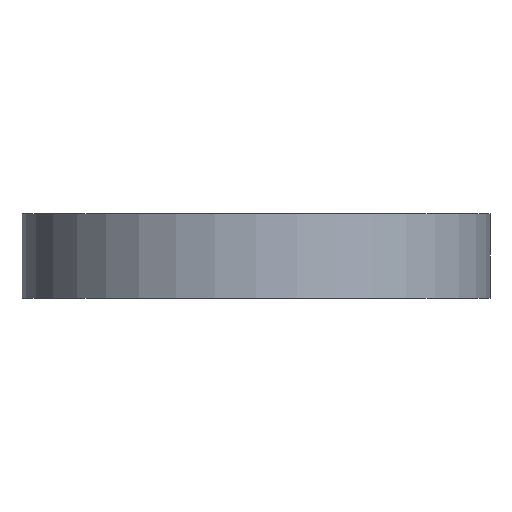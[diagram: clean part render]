
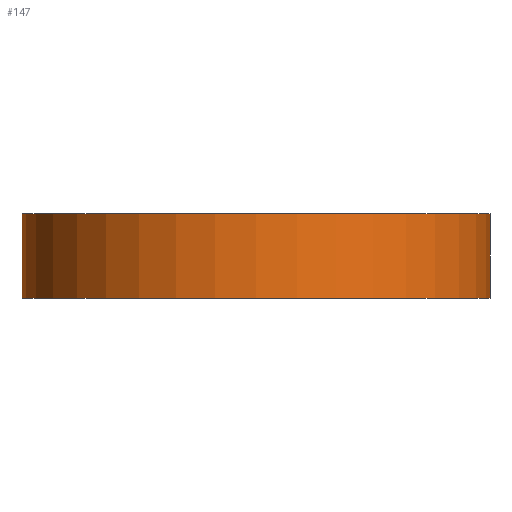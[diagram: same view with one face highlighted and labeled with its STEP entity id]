
A CAD part, front view. The second image highlights one B-rep face of the part: STEP entity #147.
In plain terms, the highlighted cylindrical face has radius 34 mm (diameter 68 mm), a full revolution.
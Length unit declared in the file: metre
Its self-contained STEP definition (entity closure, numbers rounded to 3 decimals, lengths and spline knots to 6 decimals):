
#17=ORIENTED_EDGE('',*,*,#45,.F.);
#18=ORIENTED_EDGE('',*,*,#46,.T.);
#45=EDGE_CURVE('',#59,#59,#73,.T.);
#46=EDGE_CURVE('',#60,#60,#74,.T.);
#59=VERTEX_POINT('',#234);
#60=VERTEX_POINT('',#236);
#73=CIRCLE('',#170,0.034);
#74=CIRCLE('',#171,0.034);
#85=EDGE_LOOP('',(#17));
#86=EDGE_LOOP('',(#18));
#113=FACE_BOUND('',#85,.T.);
#114=FACE_BOUND('',#86,.T.);
#141=CYLINDRICAL_SURFACE('',#169,0.034);
#147=ADVANCED_FACE('',(#113,#114),#141,.T.);
#169=AXIS2_PLACEMENT_3D('',#232,#191,#192);
#170=AXIS2_PLACEMENT_3D('',#233,#193,#194);
#171=AXIS2_PLACEMENT_3D('',#235,#195,#196);
#191=DIRECTION('',(0.,0.,-1.));
#192=DIRECTION('',(-1.,0.,0.));
#193=DIRECTION('',(0.,0.,1.));
#194=DIRECTION('',(1.,0.,0.));
#195=DIRECTION('',(0.,0.,1.));
#196=DIRECTION('',(1.,0.,0.));
#232=CARTESIAN_POINT('',(0.,0.,0.0123));
#233=CARTESIAN_POINT('',(0.,0.,0.0123));
#234=CARTESIAN_POINT('',(0.034,0.,0.0123));
#235=CARTESIAN_POINT('',(0.,0.,0.));
#236=CARTESIAN_POINT('',(0.034,0.,0.));
